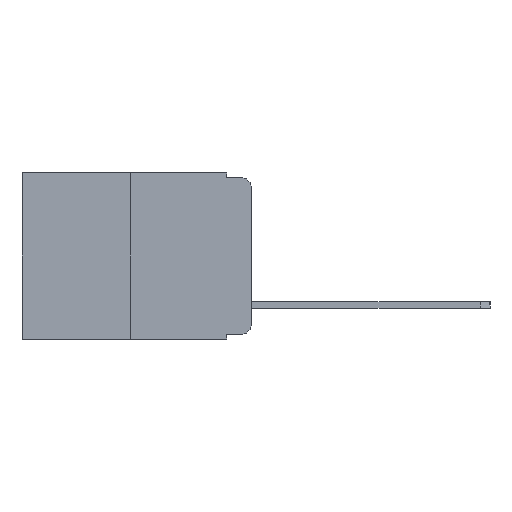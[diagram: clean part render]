
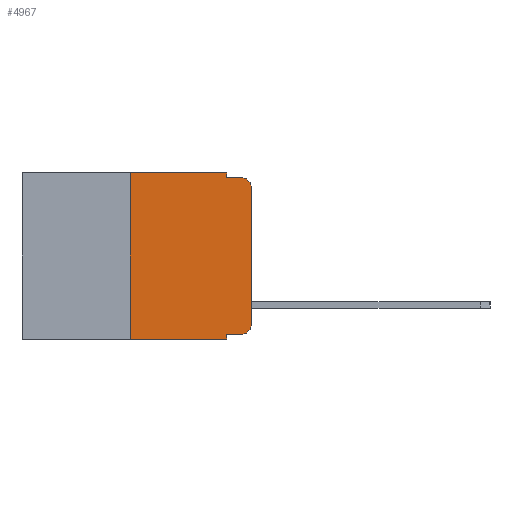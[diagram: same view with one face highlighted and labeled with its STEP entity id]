
A CAD part, left-side view. The second image highlights one B-rep face of the part: STEP entity #4967.
In plain terms, the highlighted planar face has unit normal (-1, 0, 0).
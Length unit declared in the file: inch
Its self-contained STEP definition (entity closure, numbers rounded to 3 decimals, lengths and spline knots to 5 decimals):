
#368 = VERTEX_POINT ( 'NONE', #502 ) ;
#414 = CARTESIAN_POINT ( 'NONE',  ( 0., 0.473, 0. ) ) ;
#502 = CARTESIAN_POINT ( 'NONE',  ( 0., 0., -0.03 ) ) ;
#530 = CARTESIAN_POINT ( 'NONE',  ( 0., 0.051, -0.01 ) ) ;
#750 = EDGE_LOOP ( 'NONE', ( #4225, #12461, #16498, #831, #16875, #1381, #1891, #6333, #6828, #14670 ) ) ;
#831 = ORIENTED_EDGE ( 'NONE', *, *, #14286, .F. ) ;
#883 = VERTEX_POINT ( 'NONE', #5986 ) ;
#911 = CARTESIAN_POINT ( 'NONE',  ( 0., 0.25, 0. ) ) ;
#986 = DIRECTION ( 'NONE',  ( 0., -1., 0. ) ) ;
#1381 = ORIENTED_EDGE ( 'NONE', *, *, #14295, .F. ) ;
#1838 = VECTOR ( 'NONE', #9092, 39.37008 ) ;
#1891 = ORIENTED_EDGE ( 'NONE', *, *, #12365, .T. ) ;
#1922 = PLANE ( 'NONE',  #7016 ) ;
#1996 = CARTESIAN_POINT ( 'NONE',  ( 0., 0.473, 0. ) ) ;
#2066 = VERTEX_POINT ( 'NONE', #3806 ) ;
#2167 = DIRECTION ( 'NONE',  ( 0., -1., 0. ) ) ;
#2240 = VERTEX_POINT ( 'NONE', #8129 ) ;
#2388 = VECTOR ( 'NONE', #13391, 39.37008 ) ;
#2412 = CARTESIAN_POINT ( 'NONE',  ( 0., 0., -0.313 ) ) ;
#2441 = VERTEX_POINT ( 'NONE', #12700 ) ;
#2455 = VERTEX_POINT ( 'NONE', #16829 ) ;
#2636 = DIRECTION ( 'NONE',  ( 0., 0., 1. ) ) ;
#2803 = DIRECTION ( 'NONE',  ( 0., 0., -1. ) ) ;
#2915 = CIRCLE ( 'NONE', #14443, 0.02 ) ;
#3208 = DIRECTION ( 'NONE',  ( 1., 0., 0. ) ) ;
#3806 = CARTESIAN_POINT ( 'NONE',  ( 0., 0.25, -0.343 ) ) ;
#3936 = VECTOR ( 'NONE', #2167, 39.37008 ) ;
#4225 = ORIENTED_EDGE ( 'NONE', *, *, #14134, .T. ) ;
#4967 = ADVANCED_FACE ( 'NONE', ( #9515 ), #1922, .F. ) ;
#5867 = DIRECTION ( 'NONE',  ( 0., -1., 0. ) ) ;
#5892 = CARTESIAN_POINT ( 'NONE',  ( 0., 0.051, 0. ) ) ;
#5986 = CARTESIAN_POINT ( 'NONE',  ( 0., 0.051, 0. ) ) ;
#6333 = ORIENTED_EDGE ( 'NONE', *, *, #14317, .F. ) ;
#6777 = LINE ( 'NONE', #911, #17218 ) ;
#6828 = ORIENTED_EDGE ( 'NONE', *, *, #14320, .T. ) ;
#6916 = LINE ( 'NONE', #7479, #14308 ) ;
#7016 = AXIS2_PLACEMENT_3D ( 'NONE', #1996, #3208, #2803 ) ;
#7479 = CARTESIAN_POINT ( 'NONE',  ( 0., 0.473, -0.343 ) ) ;
#8129 = CARTESIAN_POINT ( 'NONE',  ( 0., 0.25, 0. ) ) ;
#8948 = CIRCLE ( 'NONE', #17033, 0.02 ) ;
#8968 = CARTESIAN_POINT ( 'NONE',  ( 0., 0.02, -0.03 ) ) ;
#9092 = DIRECTION ( 'NONE',  ( 0., 0., -1. ) ) ;
#9122 = DIRECTION ( 'NONE',  ( 0., 0., 1. ) ) ;
#9225 = CARTESIAN_POINT ( 'NONE',  ( 0., 0.02, -0.313 ) ) ;
#9515 = FACE_OUTER_BOUND ( 'NONE', #750, .T. ) ;
#9832 = LINE ( 'NONE', #16185, #13286 ) ;
#9857 = LINE ( 'NONE', #16165, #1838 ) ;
#9869 = CARTESIAN_POINT ( 'NONE',  ( 0., 0.02, -0.333 ) ) ;
#10454 = DIRECTION ( 'NONE',  ( 0., 0., -1. ) ) ;
#10662 = CARTESIAN_POINT ( 'NONE',  ( 0., 0.02, -0.01 ) ) ;
#10715 = DIRECTION ( 'NONE',  ( 0., 0., -1. ) ) ;
#10780 = VERTEX_POINT ( 'NONE', #530 ) ;
#11270 = EDGE_CURVE ( 'NONE', #2240, #883, #15881, .T. ) ;
#11931 = LINE ( 'NONE', #11939, #2388 ) ;
#11939 = CARTESIAN_POINT ( 'NONE',  ( 0., 0.051, -0.01 ) ) ;
#12365 = EDGE_CURVE ( 'NONE', #2066, #2441, #6916, .T. ) ;
#12461 = ORIENTED_EDGE ( 'NONE', *, *, #14258, .T. ) ;
#12700 = CARTESIAN_POINT ( 'NONE',  ( 0., 0.051, -0.343 ) ) ;
#13286 = VECTOR ( 'NONE', #9122, 39.37008 ) ;
#13308 = VECTOR ( 'NONE', #986, 39.37008 ) ;
#13391 = DIRECTION ( 'NONE',  ( 0., -1., 0. ) ) ;
#14134 = EDGE_CURVE ( 'NONE', #14257, #368, #9832, .T. ) ;
#14184 = VECTOR ( 'NONE', #17346, 39.37008 ) ;
#14257 = VERTEX_POINT ( 'NONE', #2412 ) ;
#14258 = EDGE_CURVE ( 'NONE', #368, #19114, #2915, .T. ) ;
#14263 = EDGE_CURVE ( 'NONE', #10780, #19114, #11931, .T. ) ;
#14286 = EDGE_CURVE ( 'NONE', #883, #10780, #14628, .T. ) ;
#14295 = EDGE_CURVE ( 'NONE', #2066, #2240, #6777, .T. ) ;
#14308 = VECTOR ( 'NONE', #5867, 39.37008 ) ;
#14317 = EDGE_CURVE ( 'NONE', #2455, #2441, #9857, .T. ) ;
#14320 = EDGE_CURVE ( 'NONE', #2455, #17776, #16834, .T. ) ;
#14369 = EDGE_CURVE ( 'NONE', #17776, #14257, #8948, .T. ) ;
#14443 = AXIS2_PLACEMENT_3D ( 'NONE', #8968, #18488, #10454 ) ;
#14628 = LINE ( 'NONE', #5892, #14184 ) ;
#14670 = ORIENTED_EDGE ( 'NONE', *, *, #14369, .T. ) ;
#15881 = LINE ( 'NONE', #414, #3936 ) ;
#16165 = CARTESIAN_POINT ( 'NONE',  ( 0., 0.051, 0. ) ) ;
#16185 = CARTESIAN_POINT ( 'NONE',  ( 0., 0., 0. ) ) ;
#16498 = ORIENTED_EDGE ( 'NONE', *, *, #14263, .F. ) ;
#16829 = CARTESIAN_POINT ( 'NONE',  ( 0., 0.051, -0.333 ) ) ;
#16834 = LINE ( 'NONE', #18592, #13308 ) ;
#16875 = ORIENTED_EDGE ( 'NONE', *, *, #11270, .F. ) ;
#17033 = AXIS2_PLACEMENT_3D ( 'NONE', #9225, #18691, #10715 ) ;
#17218 = VECTOR ( 'NONE', #2636, 39.37008 ) ;
#17346 = DIRECTION ( 'NONE',  ( 0., 0., -1. ) ) ;
#17776 = VERTEX_POINT ( 'NONE', #9869 ) ;
#18488 = DIRECTION ( 'NONE',  ( -1., 0., 0. ) ) ;
#18592 = CARTESIAN_POINT ( 'NONE',  ( 0., 0.051, -0.333 ) ) ;
#18691 = DIRECTION ( 'NONE',  ( -1., 0., 0. ) ) ;
#19114 = VERTEX_POINT ( 'NONE', #10662 ) ;
